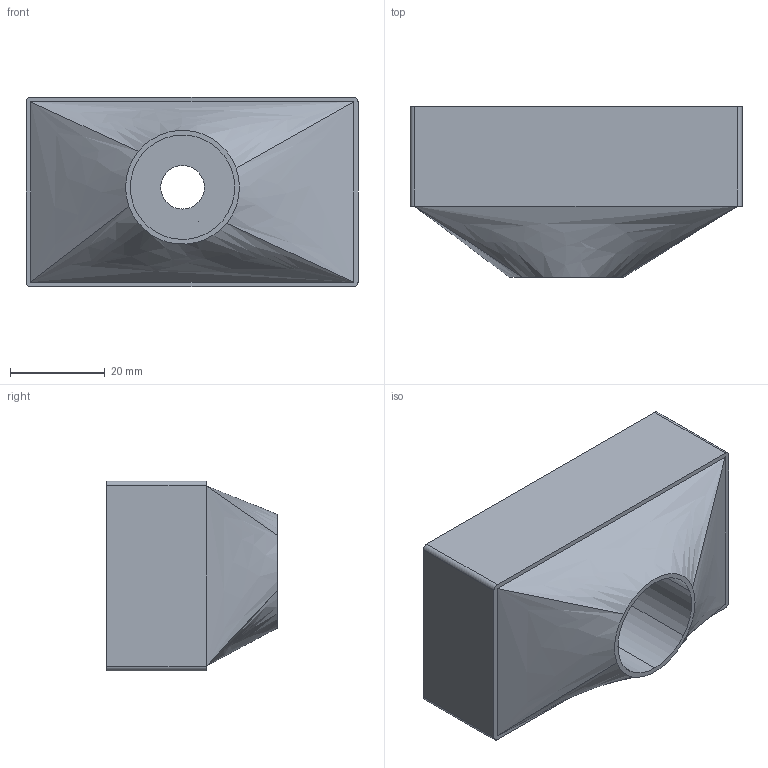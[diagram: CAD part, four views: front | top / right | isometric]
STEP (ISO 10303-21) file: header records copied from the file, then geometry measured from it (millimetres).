
FILE_DESCRIPTION (( 'STEP AP203' ), '1' );
FILE_NAME ('BOX.STEP', '2024-11-08T03:45:11', ( '' ), ( '' ), 'SwSTEP 2.0', 'SolidWorks 2020', '' );
FILE_SCHEMA (( 'CONFIG_CONTROL_DESIGN' ));
Length unit declared in the file: millimetre
Products named in the file (1): BOX
Bounding box: 70 x 36 x 40 mm (x, y, z)
Volume: 32899.6 mm3; surface area: 17013 mm2
Topology: 1 solids, 1 shells, 76 faces, 206 edges, 129 vertices
Faces by surface type: plane 36, cylinder 25, cone 10, bspline 5
Entity records: 2548 total; most frequent: CARTESIAN_POINT 573, ORIENTED_EDGE 392, DIRECTION 390, EDGE_CURVE 196, VECTOR 140, LINE 140, VERTEX_POINT 129, AXIS2_PLACEMENT_3D 125
